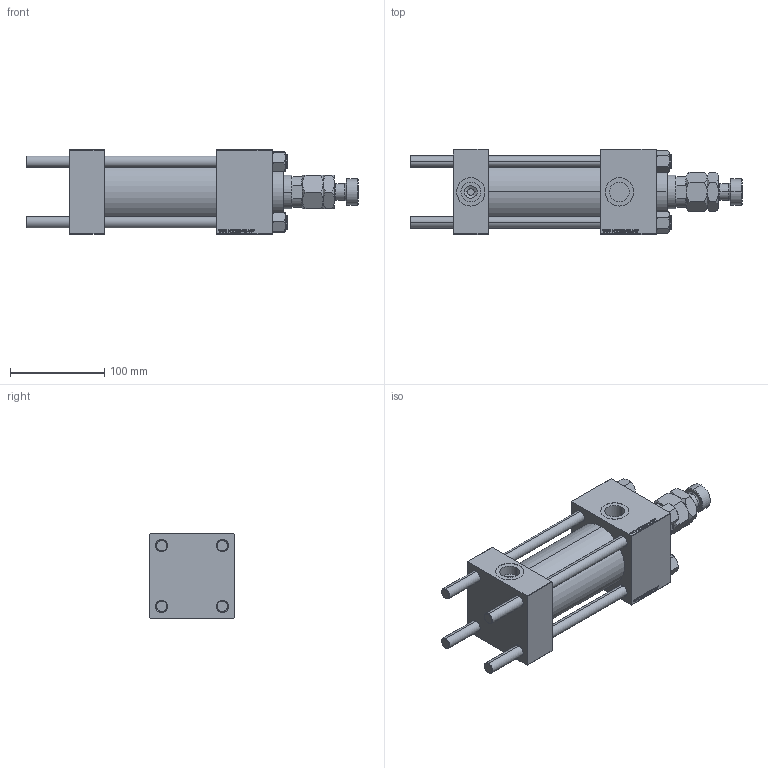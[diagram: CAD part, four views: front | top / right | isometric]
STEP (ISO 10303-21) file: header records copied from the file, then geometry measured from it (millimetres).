
FILE_DESCRIPTION (( 'STEP AP203' ), '1' );
FILE_NAME ('fed6.STEP', '2022-04-15T08:45:47', ( '' ), ( '' ), 'SwSTEP 2.0', 'SolidWorks 2019', '' );
FILE_SCHEMA (( 'CONFIG_CONTROL_DESIGN' ));
Length unit declared in the file: millimetre
Products named in the file (7): MFA 5b390d2a1862386c9bd4e46f5a98d2db; NUT_M5 5b390d2a1862386c9bd4e46f5a98d2db; V215CR_VCP 5b390d2a1862386c9bd4e46f5a98d2db; fed6; V215CR_BODY_A 5b390d2a1862386c9bd4e46f5a98d2db; CR025_012_A_0_G_A_G_M_020_+#_##_TYCINKA 5b390d2a1862386c9bd4e46f5a98d2db; V215_VC_A 5b390d2a1862386c9bd4e46f5a98d2db
Assembly tree (12 placements, depth 2):
  fed6
    V215CR_BODY_A 5b390d2a1862386c9bd4e46f5a98d2db
    CR025_012_A_0_G_A_G_M_020_+#_##_TYCINKA 5b390d2a1862386c9bd4e46f5a98d2db  x4
    NUT_M5 5b390d2a1862386c9bd4e46f5a98d2db  x4
    V215CR_VCP 5b390d2a1862386c9bd4e46f5a98d2db
    V215_VC_A 5b390d2a1862386c9bd4e46f5a98d2db
    MFA 5b390d2a1862386c9bd4e46f5a98d2db
Bounding box: 352 x 90 x 90 mm (x, y, z)
Volume: 1176568.5 mm3; surface area: 249958.3 mm2
Topology: 12 solids, 12 shells, 1192 faces, 2969 edges, 1916 vertices
Faces by surface type: plane 538, bspline 392, cone 164, cylinder 86, torus 12
Entity records: 51686 total; most frequent: CARTESIAN_POINT 27589, ORIENTED_EDGE 5430, DIRECTION 3475, EDGE_CURVE 2715, VERTEX_POINT 1772, VECTOR 1607, LINE 1607, EDGE_LOOP 1205
